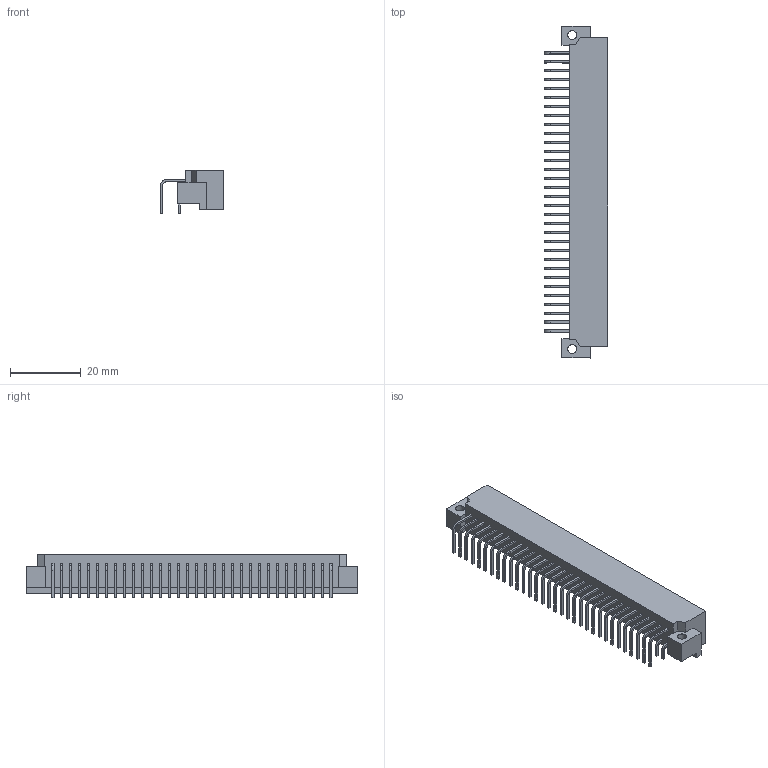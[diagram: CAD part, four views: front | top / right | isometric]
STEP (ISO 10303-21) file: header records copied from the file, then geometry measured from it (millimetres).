
FILE_DESCRIPTION((''),'2;1');
FILE_NAME('HARTING_09 03 164 6921.stp','2010-01-05T18:11:04',(''),(''),'Mechanical Desktop 2006','Mechanical Desktop 2006',', , ');
FILE_SCHEMA(('AUTOMOTIVE_DESIGN { 1 2 10303 214 0 1 1 1 }'));
Length unit declared in the file: millimetre
Products named in the file (1): Product
Bounding box: 18.02 x 94 x 12.4 mm (x, y, z)
Volume: 6077.3 mm3; surface area: 9336.9 mm2
Topology: 81 solids, 81 shells, 1097 faces, 2774 edges, 1850 vertices
Faces by surface type: plane 728, cylinder 320, bspline 49
Entity records: 32796 total; most frequent: CARTESIAN_POINT 6079, ORIENTED_EDGE 5544, DIRECTION 5380, EDGE_CURVE 2772, VECTOR 2002, LINE 2002, VERTEX_POINT 1846, AXIS2_PLACEMENT_3D 1689
